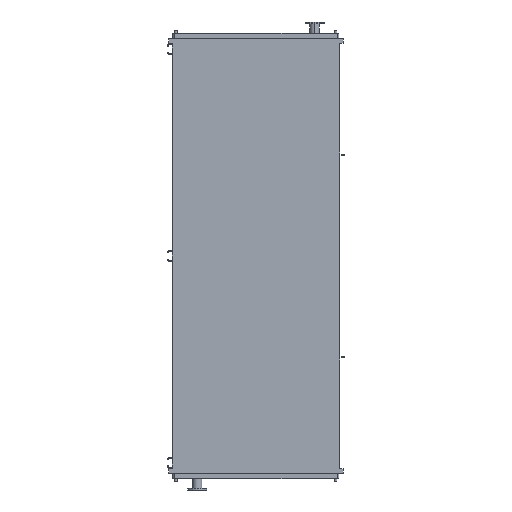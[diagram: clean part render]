
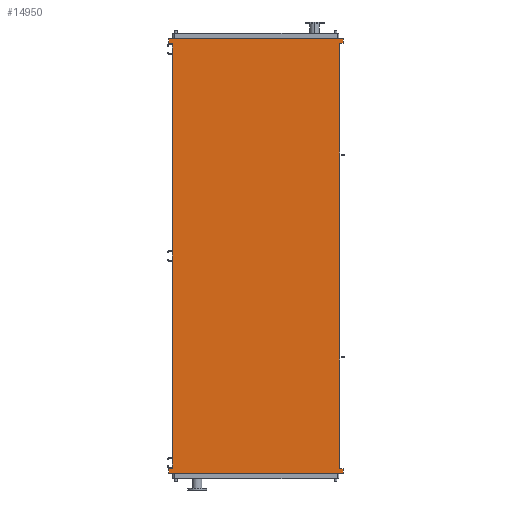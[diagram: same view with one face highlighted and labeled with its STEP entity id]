
A CAD part, front view. The second image highlights one B-rep face of the part: STEP entity #14950.
In plain terms, the highlighted planar face has unit normal (0, -1, 0).
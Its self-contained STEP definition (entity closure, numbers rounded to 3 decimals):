
#558 = DIRECTION ( 'NONE',  ( -1., 0., 0. ) ) ;
#592 = DIRECTION ( 'NONE',  ( 1., 0., 0. ) ) ;
#772 = CARTESIAN_POINT ( 'NONE',  ( 1011., 0., 43. ) ) ;
#904 = VECTOR ( 'NONE', #5009, 1000. ) ;
#977 = EDGE_CURVE ( 'NONE', #13853, #9621, #8839, .T. ) ;
#1028 = DIRECTION ( 'NONE',  ( 0., 0., 1. ) ) ;
#1032 = EDGE_LOOP ( 'NONE', ( #14185, #15352, #7945, #15172, #9737, #2753, #10309, #5047, #14199, #4826, #5217, #8692 ) ) ;
#1390 = VECTOR ( 'NONE', #558, 1000. ) ;
#1496 = CARTESIAN_POINT ( 'NONE',  ( -1011., 0., 43. ) ) ;
#1507 = DIRECTION ( 'NONE',  ( 1., 0., 0. ) ) ;
#1534 = VERTEX_POINT ( 'NONE', #8162 ) ;
#1612 = VECTOR ( 'NONE', #1507, 1000. ) ;
#1856 = CARTESIAN_POINT ( 'NONE',  ( 1011., 0., -4893. ) ) ;
#1889 = LINE ( 'NONE', #12557, #8591 ) ;
#2194 = LINE ( 'NONE', #5556, #11844 ) ;
#2753 = ORIENTED_EDGE ( 'NONE', *, *, #5035, .F. ) ;
#2815 = CARTESIAN_POINT ( 'NONE',  ( -1011., 0., -4945. ) ) ;
#3058 = VERTEX_POINT ( 'NONE', #772 ) ;
#3212 = CARTESIAN_POINT ( 'NONE',  ( -965., 0., -4850. ) ) ;
#3444 = LINE ( 'NONE', #3212, #7628 ) ;
#3948 = VECTOR ( 'NONE', #592, 1000. ) ;
#4127 = EDGE_CURVE ( 'NONE', #6289, #14023, #4937, .T. ) ;
#4275 = DIRECTION ( 'NONE',  ( 0., 0., 1. ) ) ;
#4538 = VECTOR ( 'NONE', #9779, 1000. ) ;
#4672 = CARTESIAN_POINT ( 'NONE',  ( 965., 0., -4850. ) ) ;
#4674 = EDGE_CURVE ( 'NONE', #13798, #3058, #1889, .T. ) ;
#4699 = VERTEX_POINT ( 'NONE', #6796 ) ;
#4826 = ORIENTED_EDGE ( 'NONE', *, *, #977, .F. ) ;
#4853 = CARTESIAN_POINT ( 'NONE',  ( 965., 0., -4893. ) ) ;
#4937 = LINE ( 'NONE', #4853, #1612 ) ;
#5009 = DIRECTION ( 'NONE',  ( 0., 0., 1. ) ) ;
#5035 = EDGE_CURVE ( 'NONE', #5291, #8012, #13404, .T. ) ;
#5047 = ORIENTED_EDGE ( 'NONE', *, *, #10435, .F. ) ;
#5217 = ORIENTED_EDGE ( 'NONE', *, *, #11333, .F. ) ;
#5291 = VERTEX_POINT ( 'NONE', #6003 ) ;
#5336 = CARTESIAN_POINT ( 'NONE',  ( 1011., 0., -4945. ) ) ;
#5556 = CARTESIAN_POINT ( 'NONE',  ( 965., 0., 43. ) ) ;
#5700 = EDGE_CURVE ( 'NONE', #7322, #5291, #3444, .T. ) ;
#5703 = EDGE_CURVE ( 'NONE', #3058, #1534, #2194, .T. ) ;
#5996 = CARTESIAN_POINT ( 'NONE',  ( -965., 0., -4893. ) ) ;
#6003 = CARTESIAN_POINT ( 'NONE',  ( -965., 0., 43. ) ) ;
#6289 = VERTEX_POINT ( 'NONE', #9878 ) ;
#6300 = DIRECTION ( 'NONE',  ( 0., -1., 0. ) ) ;
#6661 = LINE ( 'NONE', #11261, #3948 ) ;
#6796 = CARTESIAN_POINT ( 'NONE',  ( -1011., 0., -4893. ) ) ;
#7086 = CARTESIAN_POINT ( 'NONE',  ( 1011., 0., -4893. ) ) ;
#7322 = VERTEX_POINT ( 'NONE', #5996 ) ;
#7628 = VECTOR ( 'NONE', #1028, 1000. ) ;
#7782 = LINE ( 'NONE', #1856, #10412 ) ;
#7945 = ORIENTED_EDGE ( 'NONE', *, *, #4674, .F. ) ;
#7949 = CARTESIAN_POINT ( 'NONE',  ( -1011., 0., 95. ) ) ;
#8012 = VERTEX_POINT ( 'NONE', #8129 ) ;
#8129 = CARTESIAN_POINT ( 'NONE',  ( -1011., 0., 43. ) ) ;
#8162 = CARTESIAN_POINT ( 'NONE',  ( 965., 0., 43. ) ) ;
#8338 = DIRECTION ( 'NONE',  ( 0., 0., 1. ) ) ;
#8415 = EDGE_CURVE ( 'NONE', #9621, #4699, #12400, .T. ) ;
#8591 = VECTOR ( 'NONE', #11693, 1000. ) ;
#8692 = ORIENTED_EDGE ( 'NONE', *, *, #4127, .F. ) ;
#8839 = LINE ( 'NONE', #5336, #4538 ) ;
#9124 = EDGE_CURVE ( 'NONE', #11839, #13798, #15223, .T. ) ;
#9621 = VERTEX_POINT ( 'NONE', #11999 ) ;
#9737 = ORIENTED_EDGE ( 'NONE', *, *, #13831, .F. ) ;
#9749 = VECTOR ( 'NONE', #4275, 1000. ) ;
#9779 = DIRECTION ( 'NONE',  ( -1., 0., 0. ) ) ;
#9878 = CARTESIAN_POINT ( 'NONE',  ( 965., 0., -4893. ) ) ;
#9961 = PLANE ( 'NONE',  #13630 ) ;
#10194 = DIRECTION ( 'NONE',  ( 0., 0., -1. ) ) ;
#10309 = ORIENTED_EDGE ( 'NONE', *, *, #5700, .F. ) ;
#10412 = VECTOR ( 'NONE', #10194, 1000. ) ;
#10435 = EDGE_CURVE ( 'NONE', #4699, #7322, #6661, .T. ) ;
#10902 = VECTOR ( 'NONE', #8338, 1000. ) ;
#10912 = EDGE_CURVE ( 'NONE', #6289, #1534, #12928, .T. ) ;
#11045 = CARTESIAN_POINT ( 'NONE',  ( -965., 0., -4850. ) ) ;
#11261 = CARTESIAN_POINT ( 'NONE',  ( -1011., 0., -4893. ) ) ;
#11333 = EDGE_CURVE ( 'NONE', #14023, #13853, #7782, .T. ) ;
#11363 = LINE ( 'NONE', #7949, #9749 ) ;
#11541 = DIRECTION ( 'NONE',  ( -1., 0., 0. ) ) ;
#11693 = DIRECTION ( 'NONE',  ( 0., 0., -1. ) ) ;
#11801 = CARTESIAN_POINT ( 'NONE',  ( 1011., 0., 95. ) ) ;
#11839 = VERTEX_POINT ( 'NONE', #12184 ) ;
#11844 = VECTOR ( 'NONE', #11541, 1000. ) ;
#11999 = CARTESIAN_POINT ( 'NONE',  ( -1011., 0., -4945. ) ) ;
#12184 = CARTESIAN_POINT ( 'NONE',  ( -1011., 0., 95. ) ) ;
#12400 = LINE ( 'NONE', #2815, #904 ) ;
#12461 = CARTESIAN_POINT ( 'NONE',  ( 1011., 0., -4945. ) ) ;
#12557 = CARTESIAN_POINT ( 'NONE',  ( 1011., 0., 43. ) ) ;
#12928 = LINE ( 'NONE', #4672, #10902 ) ;
#13302 = DIRECTION ( 'NONE',  ( 0., 0., -1. ) ) ;
#13404 = LINE ( 'NONE', #1496, #1390 ) ;
#13630 = AXIS2_PLACEMENT_3D ( 'NONE', #11045, #6300, #13302 ) ;
#13798 = VERTEX_POINT ( 'NONE', #15094 ) ;
#13831 = EDGE_CURVE ( 'NONE', #8012, #11839, #11363, .T. ) ;
#13853 = VERTEX_POINT ( 'NONE', #12461 ) ;
#14023 = VERTEX_POINT ( 'NONE', #7086 ) ;
#14146 = DIRECTION ( 'NONE',  ( 1., 0., 0. ) ) ;
#14185 = ORIENTED_EDGE ( 'NONE', *, *, #10912, .T. ) ;
#14199 = ORIENTED_EDGE ( 'NONE', *, *, #8415, .F. ) ;
#14465 = FACE_OUTER_BOUND ( 'NONE', #1032, .T. ) ;
#14950 = ADVANCED_FACE ( 'NONE', ( #14465 ), #9961, .T. ) ;
#15094 = CARTESIAN_POINT ( 'NONE',  ( 1011., 0., 95. ) ) ;
#15172 = ORIENTED_EDGE ( 'NONE', *, *, #9124, .F. ) ;
#15223 = LINE ( 'NONE', #11801, #15347 ) ;
#15347 = VECTOR ( 'NONE', #14146, 1000. ) ;
#15352 = ORIENTED_EDGE ( 'NONE', *, *, #5703, .F. ) ;
